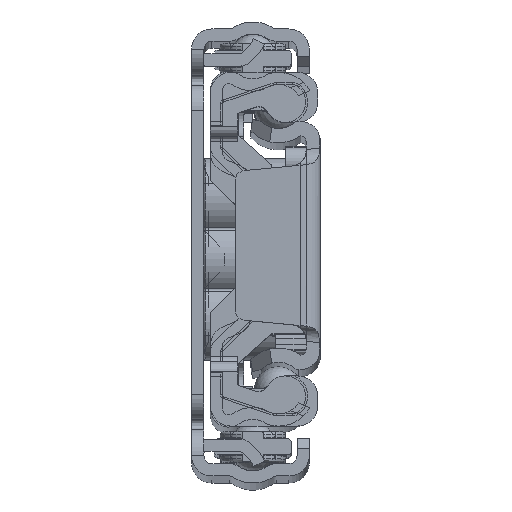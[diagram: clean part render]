
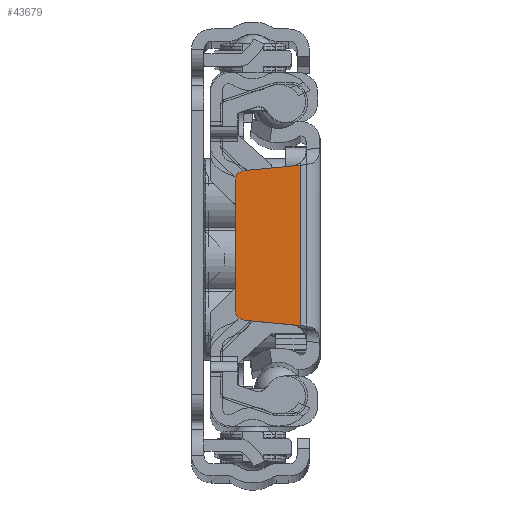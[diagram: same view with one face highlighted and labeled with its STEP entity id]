
A CAD part, top view. The second image highlights one B-rep face of the part: STEP entity #43679.
In plain terms, the highlighted face is planar.
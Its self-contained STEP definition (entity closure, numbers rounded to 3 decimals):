
#598 = CARTESIAN_POINT ( 'NONE',  ( -8.4, 8.1, 0. ) ) ;
#1413 = VECTOR ( 'NONE', #66588, 1000. ) ;
#2481 = LINE ( 'NONE', #38430, #15910 ) ;
#3723 = LINE ( 'NONE', #598, #66400 ) ;
#4494 = ORIENTED_EDGE ( 'NONE', *, *, #70551, .T. ) ;
#5761 = VERTEX_POINT ( 'NONE', #59505 ) ;
#5897 = CIRCLE ( 'NONE', #46302, 1. ) ;
#5929 = ORIENTED_EDGE ( 'NONE', *, *, #41135, .T. ) ;
#6133 = DIRECTION ( 'NONE',  ( 0., 1., 0. ) ) ;
#8551 = CARTESIAN_POINT ( 'NONE',  ( -7.495, 7.386, 0. ) ) ;
#10359 = EDGE_CURVE ( 'NONE', #50352, #30061, #45198, .T. ) ;
#15328 = VERTEX_POINT ( 'NONE', #52774 ) ;
#15910 = VECTOR ( 'NONE', #50460, 1000. ) ;
#17753 = PLANE ( 'NONE',  #58689 ) ;
#17933 = EDGE_CURVE ( 'NONE', #28187, #5761, #5897, .T. ) ;
#18250 = CARTESIAN_POINT ( 'NONE',  ( -4.143, -13.87, 0. ) ) ;
#20845 = DIRECTION ( 'NONE',  ( 0., 0., -1. ) ) ;
#22180 = CARTESIAN_POINT ( 'NONE',  ( -8.4, 7.3, 0. ) ) ;
#22227 = VERTEX_POINT ( 'NONE', #65721 ) ;
#22251 = EDGE_CURVE ( 'NONE', #15328, #39223, #32020, .T. ) ;
#23180 = DIRECTION ( 'NONE',  ( 0., 0., -1. ) ) ;
#27784 = EDGE_CURVE ( 'NONE', #5761, #22227, #3723, .T. ) ;
#28187 = VERTEX_POINT ( 'NONE', #46147 ) ;
#28662 = DIRECTION ( 'NONE',  ( 1., 0., 0. ) ) ;
#29488 = DIRECTION ( 'NONE',  ( 0., 0., 1. ) ) ;
#30061 = VERTEX_POINT ( 'NONE', #49237 ) ;
#31172 = DIRECTION ( 'NONE',  ( -0.995, -0.095, 0. ) ) ;
#31911 = CARTESIAN_POINT ( 'NONE',  ( -2., 7.91, 0. ) ) ;
#32020 = LINE ( 'NONE', #37210, #46387 ) ;
#35095 = ORIENTED_EDGE ( 'NONE', *, *, #71740, .F. ) ;
#35457 = DIRECTION ( 'NONE',  ( 1., 0., 0. ) ) ;
#37210 = CARTESIAN_POINT ( 'NONE',  ( -2., -7.91, 0. ) ) ;
#38430 = CARTESIAN_POINT ( 'NONE',  ( -2., -13.87, 0. ) ) ;
#39223 = VERTEX_POINT ( 'NONE', #40110 ) ;
#40110 = CARTESIAN_POINT ( 'NONE',  ( -2.758, -7.837, 0. ) ) ;
#41135 = EDGE_CURVE ( 'NONE', #22227, #42456, #60670, .T. ) ;
#41402 = LINE ( 'NONE', #22180, #60173 ) ;
#42456 = VERTEX_POINT ( 'NONE', #8551 ) ;
#43679 = ADVANCED_FACE ( 'NONE', ( #67448 ), #17753, .F. ) ;
#43786 = ORIENTED_EDGE ( 'NONE', *, *, #27784, .T. ) ;
#45198 = LINE ( 'NONE', #31911, #56835 ) ;
#46147 = CARTESIAN_POINT ( 'NONE',  ( -7.495, -7.386, 0. ) ) ;
#46302 = AXIS2_PLACEMENT_3D ( 'NONE', #52191, #23180, #28662 ) ;
#46387 = VECTOR ( 'NONE', #72128, 1000. ) ;
#48542 = CARTESIAN_POINT ( 'NONE',  ( -2., 7.91, 0. ) ) ;
#49237 = CARTESIAN_POINT ( 'NONE',  ( -2.758, 7.837, 0. ) ) ;
#49579 = EDGE_CURVE ( 'NONE', #30061, #42456, #41402, .T. ) ;
#49939 = AXIS2_PLACEMENT_3D ( 'NONE', #66809, #20845, #66561 ) ;
#50352 = VERTEX_POINT ( 'NONE', #48542 ) ;
#50460 = DIRECTION ( 'NONE',  ( 0., -1., 0. ) ) ;
#52191 = CARTESIAN_POINT ( 'NONE',  ( -7.4, -6.391, 0. ) ) ;
#52551 = EDGE_LOOP ( 'NONE', ( #35095, #65352, #43786, #5929, #54219, #64453, #4494, #60666 ) ) ;
#52774 = CARTESIAN_POINT ( 'NONE',  ( -2., -7.91, 0. ) ) ;
#54219 = ORIENTED_EDGE ( 'NONE', *, *, #49579, .F. ) ;
#56835 = VECTOR ( 'NONE', #31172, 1000. ) ;
#57408 = DIRECTION ( 'NONE',  ( -0.995, -0.095, 0. ) ) ;
#58689 = AXIS2_PLACEMENT_3D ( 'NONE', #18250, #29488, #35457 ) ;
#59505 = CARTESIAN_POINT ( 'NONE',  ( -8.4, -6.391, 0. ) ) ;
#60127 = CARTESIAN_POINT ( 'NONE',  ( -8.4, -7.3, 0. ) ) ;
#60173 = VECTOR ( 'NONE', #57408, 1000. ) ;
#60666 = ORIENTED_EDGE ( 'NONE', *, *, #22251, .T. ) ;
#60670 = CIRCLE ( 'NONE', #49939, 1. ) ;
#64453 = ORIENTED_EDGE ( 'NONE', *, *, #10359, .F. ) ;
#65352 = ORIENTED_EDGE ( 'NONE', *, *, #17933, .T. ) ;
#65721 = CARTESIAN_POINT ( 'NONE',  ( -8.4, 6.391, 0. ) ) ;
#65923 = LINE ( 'NONE', #60127, #1413 ) ;
#66400 = VECTOR ( 'NONE', #6133, 1000. ) ;
#66561 = DIRECTION ( 'NONE',  ( 1., 0., 0. ) ) ;
#66588 = DIRECTION ( 'NONE',  ( 0.995, -0.095, 0. ) ) ;
#66809 = CARTESIAN_POINT ( 'NONE',  ( -7.4, 6.391, 0. ) ) ;
#67448 = FACE_OUTER_BOUND ( 'NONE', #52551, .T. ) ;
#70551 = EDGE_CURVE ( 'NONE', #50352, #15328, #2481, .T. ) ;
#71740 = EDGE_CURVE ( 'NONE', #28187, #39223, #65923, .T. ) ;
#72128 = DIRECTION ( 'NONE',  ( -0.995, 0.095, 0. ) ) ;
